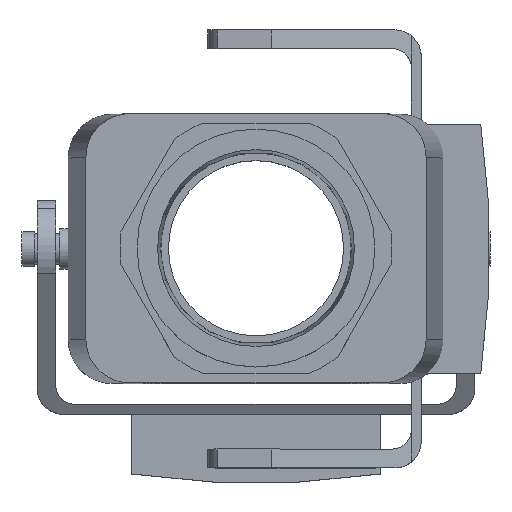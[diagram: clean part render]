
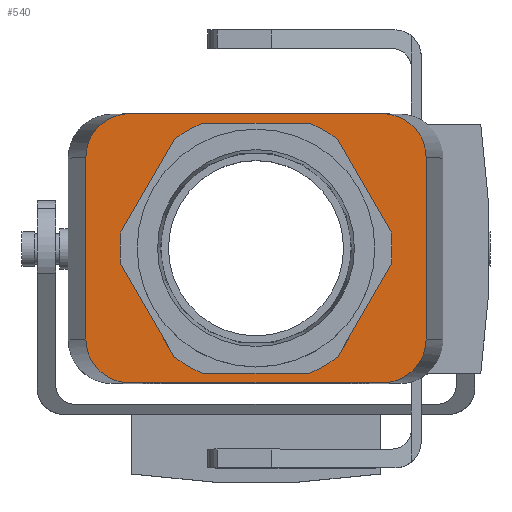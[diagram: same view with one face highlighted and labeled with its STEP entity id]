
A CAD part, top view. The second image highlights one B-rep face of the part: STEP entity #540.
In plain terms, the highlighted planar face has unit normal (0, 0, 1).
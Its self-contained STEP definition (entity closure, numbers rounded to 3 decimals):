
#540 = ADVANCED_FACE( '', ( #1169, #1170 ), #1171, .T. );
#1169 = FACE_OUTER_BOUND( '', #1894, .T. );
#1170 = FACE_BOUND( '', #1895, .T. );
#1171 = PLANE( '', #1896 );
#1894 = EDGE_LOOP( '', ( #3395, #3396, #3397, #3398, #3399, #3400, #3401, #3402 ) );
#1895 = EDGE_LOOP( '', ( #3403 ) );
#1896 = AXIS2_PLACEMENT_3D( '', #3404, #3405, #3406 );
#3395 = ORIENTED_EDGE( '', *, *, #4315, .T. );
#3396 = ORIENTED_EDGE( '', *, *, #4792, .F. );
#3397 = ORIENTED_EDGE( '', *, *, #4385, .F. );
#3398 = ORIENTED_EDGE( '', *, *, #4793, .T. );
#3399 = ORIENTED_EDGE( '', *, *, #4653, .T. );
#3400 = ORIENTED_EDGE( '', *, *, #4794, .T. );
#3401 = ORIENTED_EDGE( '', *, *, #4795, .F. );
#3402 = ORIENTED_EDGE( '', *, *, #4796, .F. );
#3403 = ORIENTED_EDGE( '', *, *, #4797, .F. );
#3404 = CARTESIAN_POINT( '', ( -27.2, 0., 72. ) );
#3405 = DIRECTION( '', ( 0., 0., 1. ) );
#3406 = DIRECTION( '', ( 1., 0., 0. ) );
#4315 = EDGE_CURVE( '', #5158, #5155, #5159, .T. );
#4385 = EDGE_CURVE( '', #5276, #5262, #5278, .T. );
#4653 = EDGE_CURVE( '', #5698, #5695, #5699, .T. );
#4792 = EDGE_CURVE( '', #5262, #5155, #5885, .T. );
#4793 = EDGE_CURVE( '', #5276, #5698, #5886, .T. );
#4794 = EDGE_CURVE( '', #5695, #5887, #5888, .T. );
#4795 = EDGE_CURVE( '', #5889, #5887, #5890, .T. );
#4796 = EDGE_CURVE( '', #5158, #5889, #5891, .T. );
#4797 = EDGE_CURVE( '', #5892, #5892, #5893, .T. );
#5155 = VERTEX_POINT( '', #6333 );
#5158 = VERTEX_POINT( '', #6337 );
#5159 = ELLIPSE( '', #6338, 7.01, 7. );
#5262 = VERTEX_POINT( '', #6482 );
#5276 = VERTEX_POINT( '', #6502 );
#5278 = ELLIPSE( '', #6505, 7.01, 7. );
#5695 = VERTEX_POINT( '', #7197 );
#5698 = VERTEX_POINT( '', #7201 );
#5699 = ELLIPSE( '', #7202, 7.01, 7. );
#5885 = LINE( '', #7463, #7464 );
#5886 = LINE( '', #7465, #7466 );
#5887 = VERTEX_POINT( '', #7467 );
#5888 = LINE( '', #7468, #7469 );
#5889 = VERTEX_POINT( '', #7470 );
#5890 = ELLIPSE( '', #7471, 7.01, 7. );
#5891 = LINE( '', #7472, #7473 );
#5892 = VERTEX_POINT( '', #7474 );
#5893 = CIRCLE( '', #7475, 19.5 );
#6333 = CARTESIAN_POINT( '', ( 20.19, 21.5, 72. ) );
#6337 = CARTESIAN_POINT( '', ( 27.2, 14.5, 72. ) );
#6338 = AXIS2_PLACEMENT_3D( '', #7911, #7912, #7913 );
#6482 = CARTESIAN_POINT( '', ( -20.19, 21.5, 72. ) );
#6502 = CARTESIAN_POINT( '', ( -27.2, 14.5, 72. ) );
#6505 = AXIS2_PLACEMENT_3D( '', #7983, #7984, #7985 );
#7197 = CARTESIAN_POINT( '', ( -20.19, -21.5, 72. ) );
#7201 = CARTESIAN_POINT( '', ( -27.2, -14.5, 72. ) );
#7202 = AXIS2_PLACEMENT_3D( '', #8261, #8262, #8263 );
#7463 = CARTESIAN_POINT( '', ( -27.2, 21.5, 72. ) );
#7464 = VECTOR( '', #8400, 1000. );
#7465 = CARTESIAN_POINT( '', ( -27.2, 0., 72. ) );
#7466 = VECTOR( '', #8401, 1000. );
#7467 = CARTESIAN_POINT( '', ( 20.19, -21.5, 72. ) );
#7468 = CARTESIAN_POINT( '', ( -27.2, -21.5, 72. ) );
#7469 = VECTOR( '', #8402, 1000. );
#7470 = CARTESIAN_POINT( '', ( 27.2, -14.5, 72. ) );
#7471 = AXIS2_PLACEMENT_3D( '', #8403, #8404, #8405 );
#7472 = CARTESIAN_POINT( '', ( 27.2, 0., 72. ) );
#7473 = VECTOR( '', #8406, 1000. );
#7474 = CARTESIAN_POINT( '', ( 19.5, 0., 72. ) );
#7475 = AXIS2_PLACEMENT_3D( '', #8407, #8408, #8409 );
#7911 = CARTESIAN_POINT( '', ( 20.19, 14.5, 72. ) );
#7912 = DIRECTION( '', ( 0., 0., 1. ) );
#7913 = DIRECTION( '', ( 1., 0., 0. ) );
#7983 = CARTESIAN_POINT( '', ( -20.19, 14.5, 72. ) );
#7984 = DIRECTION( '', ( 0., 0., -1. ) );
#7985 = DIRECTION( '', ( -1., 0., 0. ) );
#8261 = CARTESIAN_POINT( '', ( -20.19, -14.5, 72. ) );
#8262 = DIRECTION( '', ( 0., 0., 1. ) );
#8263 = DIRECTION( '', ( -1., 0., 0. ) );
#8400 = DIRECTION( '', ( 1., 0., 0. ) );
#8401 = DIRECTION( '', ( 0., -1., 0. ) );
#8402 = DIRECTION( '', ( 1., 0., 0. ) );
#8403 = CARTESIAN_POINT( '', ( 20.19, -14.5, 72. ) );
#8404 = DIRECTION( '', ( 0., 0., -1. ) );
#8405 = DIRECTION( '', ( 1., 0., 0. ) );
#8406 = DIRECTION( '', ( 0., -1., 0. ) );
#8407 = CARTESIAN_POINT( '', ( 0., 0., 72. ) );
#8408 = DIRECTION( '', ( 0., 0., 1. ) );
#8409 = DIRECTION( '', ( 1., 0., 0. ) );
